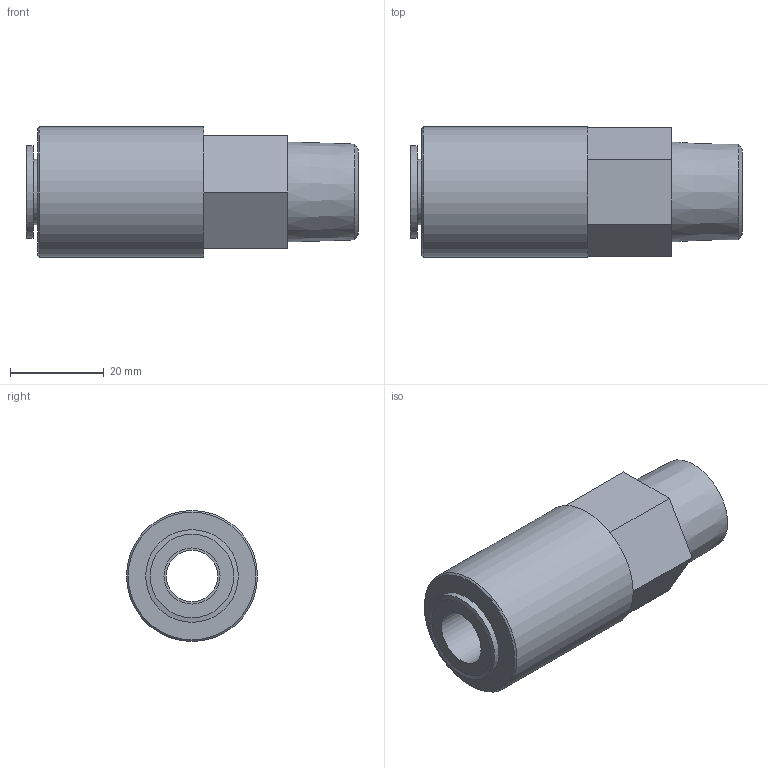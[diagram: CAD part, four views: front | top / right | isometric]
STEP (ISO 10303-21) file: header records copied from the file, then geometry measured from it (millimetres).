
FILE_DESCRIPTION(/* description */ ('STEP AP214'),/* implementation_level */ '2;1');
FILE_NAME(/* name */ '153460_HA-1_2-QS-12',/* time_stamp */ '2024-08-28T23:14:45+02:00',/* author */ ('License CC BY-ND 4.0'),/* organization */ ('CADENAS'),/* preprocessor_version */ 'ST-DEVELOPER v19.3',/* originating_system */ 'PARTsolutions',/* authorisation */ ' ');
FILE_SCHEMA (('AUTOMOTIVE_DESIGN {1 0 10303 214 3 1 1}'));
Length unit declared in the file: millimetre
Products named in the file (1): 153460 HA-1/2-QS-12
Bounding box: 71 x 28 x 28 mm (x, y, z)
Volume: 29399.4 mm3; surface area: 9528.7 mm2
Topology: 1 solids, 1 shells, 22 faces, 42 edges, 27 vertices
Faces by surface type: plane 13, cylinder 5, cone 4
Full cylindrical faces by diameter (mm): 11 x1, 12 x1, 14 x1, 19.8 x1, 28 x1
Entity records: 546 total; most frequent: DIRECTION 94, CARTESIAN_POINT 83, ORIENTED_EDGE 66, EDGE_LOOP 38, FACE_BOUND 38, AXIS2_PLACEMENT_3D 38, EDGE_CURVE 33, VERTEX_POINT 27
